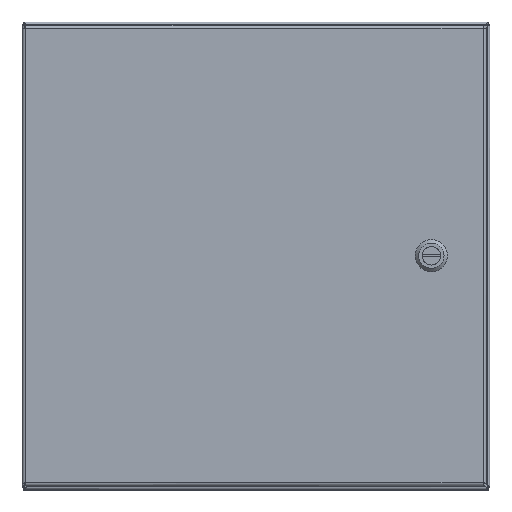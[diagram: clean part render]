
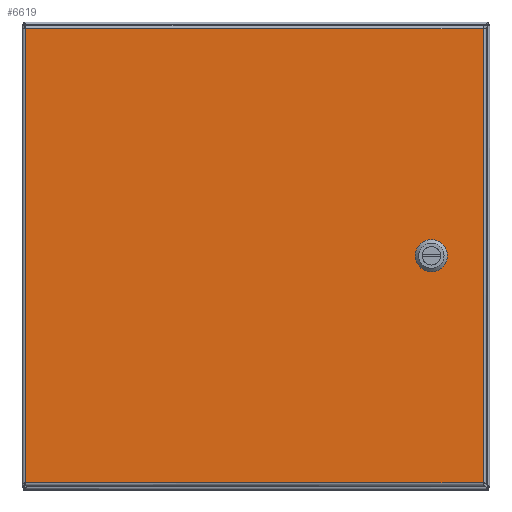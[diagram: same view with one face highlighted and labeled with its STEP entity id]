
A CAD part, top view. The second image highlights one B-rep face of the part: STEP entity #6619.
In plain terms, the highlighted face is planar.
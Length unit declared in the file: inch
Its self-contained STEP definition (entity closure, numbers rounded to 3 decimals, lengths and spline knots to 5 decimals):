
#4942=CARTESIAN_POINT('',(2.08762,8.275,0.0));
#4943=VERTEX_POINT('',#4942);
#4950=CARTESIAN_POINT('',(2.275,8.08762,0.0));
#4951=VERTEX_POINT('',#4950);
#4952=CARTESIAN_POINT('',(1.875,7.875,0.0));
#4953=DIRECTION('',(0.0,0.0,1.0));
#4954=DIRECTION('',(-0.469,-0.883,0.0));
#4955=AXIS2_PLACEMENT_3D('',#4952,#4953,#4954);
#4956=CIRCLE('',#4955,0.453);
#4957=EDGE_CURVE('',#4951,#4943,#4956,.T.);
#4982=CARTESIAN_POINT('',(2.275,7.66238,0.0));
#4983=VERTEX_POINT('',#4982);
#4984=CARTESIAN_POINT('',(2.275,7.66238,0.0));
#4985=DIRECTION('',(0.0,1.0,0.0));
#4986=VECTOR('',#4985,0.42525);
#4987=LINE('',#4984,#4986);
#4988=EDGE_CURVE('',#4983,#4951,#4987,.T.);
#5014=CARTESIAN_POINT('',(2.08762,7.475,0.0));
#5015=VERTEX_POINT('',#5014);
#5016=CARTESIAN_POINT('',(1.875,7.875,0.0));
#5017=DIRECTION('',(0.0,0.0,1.0));
#5018=DIRECTION('',(-0.883,0.469,0.0));
#5019=AXIS2_PLACEMENT_3D('',#5016,#5017,#5018);
#5020=CIRCLE('',#5019,0.453);
#5021=EDGE_CURVE('',#5015,#4983,#5020,.T.);
#5046=CARTESIAN_POINT('',(1.66238,7.475,0.0));
#5047=VERTEX_POINT('',#5046);
#5048=CARTESIAN_POINT('',(1.66238,7.475,0.0));
#5049=DIRECTION('',(1.0,0.0,0.0));
#5050=VECTOR('',#5049,0.42525);
#5051=LINE('',#5048,#5050);
#5052=EDGE_CURVE('',#5047,#5015,#5051,.T.);
#5078=CARTESIAN_POINT('',(1.475,7.66238,0.0));
#5079=VERTEX_POINT('',#5078);
#5080=CARTESIAN_POINT('',(1.875,7.875,0.0));
#5081=DIRECTION('',(0.0,0.0,1.0));
#5082=DIRECTION('',(0.469,0.883,0.0));
#5083=AXIS2_PLACEMENT_3D('',#5080,#5081,#5082);
#5084=CIRCLE('',#5083,0.453);
#5085=EDGE_CURVE('',#5079,#5047,#5084,.T.);
#5110=CARTESIAN_POINT('',(1.475,8.08762,0.0));
#5111=VERTEX_POINT('',#5110);
#5112=CARTESIAN_POINT('',(1.475,8.08762,0.0));
#5113=DIRECTION('',(0.0,-1.0,0.0));
#5114=VECTOR('',#5113,0.42525);
#5115=LINE('',#5112,#5114);
#5116=EDGE_CURVE('',#5111,#5079,#5115,.T.);
#5142=CARTESIAN_POINT('',(1.66238,8.275,0.0));
#5143=VERTEX_POINT('',#5142);
#5144=CARTESIAN_POINT('',(1.875,7.875,0.0));
#5145=DIRECTION('',(0.0,0.0,1.0));
#5146=DIRECTION('',(0.883,-0.469,0.0));
#5147=AXIS2_PLACEMENT_3D('',#5144,#5145,#5146);
#5148=CIRCLE('',#5147,0.453);
#5149=EDGE_CURVE('',#5143,#5111,#5148,.T.);
#5172=CARTESIAN_POINT('',(2.08762,8.275,0.0));
#5173=DIRECTION('',(-1.0,0.0,0.0));
#5174=VECTOR('',#5173,0.42525);
#5175=LINE('',#5172,#5174);
#5176=EDGE_CURVE('',#4943,#5143,#5175,.T.);
#5627=CARTESIAN_POINT('',(15.76975,0.10525,0.));
#5628=VERTEX_POINT('',#5627);
#5639=CARTESIAN_POINT('',(15.76975,15.64475,0.));
#5640=VERTEX_POINT('',#5639);
#5641=CARTESIAN_POINT('',(15.76975,15.64475,0.0));
#5642=DIRECTION('',(0.0,-1.0,0.0));
#5643=VECTOR('',#5642,15.5395);
#5644=LINE('',#5641,#5643);
#5645=EDGE_CURVE('',#5640,#5628,#5644,.T.);
#5797=CARTESIAN_POINT('',(0.10525,0.10525,0.));
#5798=VERTEX_POINT('',#5797);
#5809=CARTESIAN_POINT('',(15.76975,0.10525,0.0));
#5810=DIRECTION('',(-1.0,0.0,0.0));
#5811=VECTOR('',#5810,15.6645);
#5812=LINE('',#5809,#5811);
#5813=EDGE_CURVE('',#5628,#5798,#5812,.T.);
#6074=CARTESIAN_POINT('',(0.10525,15.64475,0.));
#6075=VERTEX_POINT('',#6074);
#6086=CARTESIAN_POINT('',(0.10525,0.10525,0.0));
#6087=DIRECTION('',(0.0,1.0,0.0));
#6088=VECTOR('',#6087,15.5395);
#6089=LINE('',#6086,#6088);
#6090=EDGE_CURVE('',#5798,#6075,#6089,.T.);
#6355=CARTESIAN_POINT('',(0.10525,15.64475,0.0));
#6356=DIRECTION('',(1.0,0.0,0.0));
#6357=VECTOR('',#6356,15.6645);
#6358=LINE('',#6355,#6357);
#6359=EDGE_CURVE('',#6075,#5640,#6358,.T.);
#6598=CARTESIAN_POINT('',(7.9375,7.875,0.0));
#6599=DIRECTION('',(0.0,0.0,1.0));
#6600=DIRECTION('',(1.0,0.0,0.0));
#6601=AXIS2_PLACEMENT_3D('',#6598,#6599,#6600);
#6602=PLANE('',#6601);
#6603=ORIENTED_EDGE('',*,*,#5645,.T.);
#6604=ORIENTED_EDGE('',*,*,#5813,.T.);
#6605=ORIENTED_EDGE('',*,*,#6090,.T.);
#6606=ORIENTED_EDGE('',*,*,#6359,.T.);
#6607=EDGE_LOOP('',(#6603,#6604,#6605,#6606));
#6608=FACE_OUTER_BOUND('',#6607,.T.);
#6609=ORIENTED_EDGE('',*,*,#4957,.T.);
#6610=ORIENTED_EDGE('',*,*,#5176,.T.);
#6611=ORIENTED_EDGE('',*,*,#5149,.T.);
#6612=ORIENTED_EDGE('',*,*,#5116,.T.);
#6613=ORIENTED_EDGE('',*,*,#5085,.T.);
#6614=ORIENTED_EDGE('',*,*,#5052,.T.);
#6615=ORIENTED_EDGE('',*,*,#5021,.T.);
#6616=ORIENTED_EDGE('',*,*,#4988,.T.);
#6617=EDGE_LOOP('',(#6609,#6610,#6611,#6612,#6613,#6614,#6615,#6616));
#6618=FACE_BOUND('',#6617,.T.);
#6619=ADVANCED_FACE('',(#6608,#6618),#6602,.F.);
